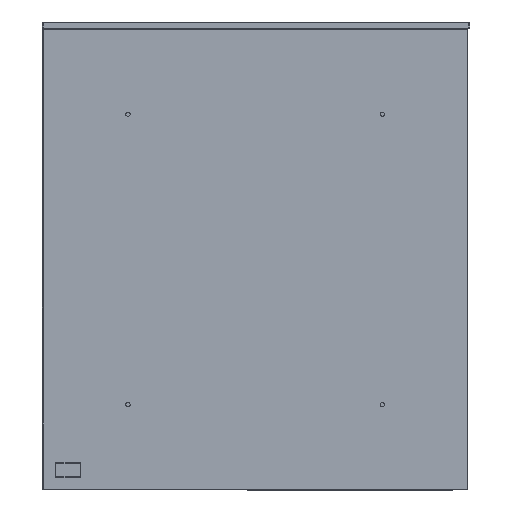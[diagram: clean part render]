
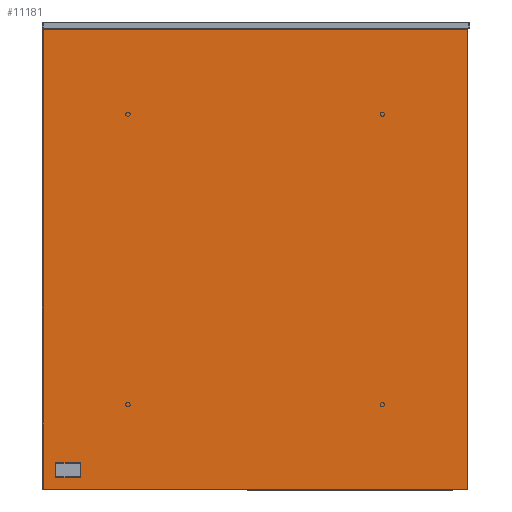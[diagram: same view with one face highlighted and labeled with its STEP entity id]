
A CAD part, left-side view. The second image highlights one B-rep face of the part: STEP entity #11181.
In plain terms, the highlighted planar face has unit normal (-1, 0, 0).
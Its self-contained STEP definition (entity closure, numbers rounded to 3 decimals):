
#10919=CARTESIAN_POINT('',(-1420.943,3185.176,1.131));
#10920=VERTEX_POINT('',#10919);
#10921=CARTESIAN_POINT('',(-1420.943,3185.176,538.869));
#10922=VERTEX_POINT('',#10921);
#10923=CARTESIAN_POINT('',(-1420.943,3185.176,1.131));
#10924=DIRECTION('',(0.0,0.0,1.0));
#10925=VECTOR('',#10924,537.737);
#10926=LINE('',#10923,#10925);
#10927=EDGE_CURVE('',#10920,#10922,#10926,.T.);
#10950=CARTESIAN_POINT('',(-1420.943,3184.845,539.2));
#10951=VERTEX_POINT('',#10950);
#10952=CARTESIAN_POINT('',(-1420.943,3185.176,538.869));
#10953=DIRECTION('',(0.0,-0.707,0.707));
#10954=VECTOR('',#10953,0.469);
#10955=LINE('',#10952,#10954);
#10956=EDGE_CURVE('',#10922,#10951,#10955,.T.);
#10974=CARTESIAN_POINT('',(-1420.943,2689.107,539.2));
#10975=VERTEX_POINT('',#10974);
#10976=CARTESIAN_POINT('',(-1420.943,3184.845,539.2));
#10977=DIRECTION('',(0.0,-1.0,0.0));
#10978=VECTOR('',#10977,495.737);
#10979=LINE('',#10976,#10978);
#10980=EDGE_CURVE('',#10951,#10975,#10979,.T.);
#11007=CARTESIAN_POINT('',(-1420.943,2688.776,538.869));
#11008=VERTEX_POINT('',#11007);
#11009=CARTESIAN_POINT('',(-1420.943,2689.107,539.2));
#11010=DIRECTION('',(0.0,-0.707,-0.707));
#11011=VECTOR('',#11010,0.469);
#11012=LINE('',#11009,#11011);
#11013=EDGE_CURVE('',#10975,#11008,#11012,.T.);
#11038=CARTESIAN_POINT('',(-1420.943,2688.776,1.131));
#11039=VERTEX_POINT('',#11038);
#11040=CARTESIAN_POINT('',(-1420.943,2688.776,538.869));
#11041=DIRECTION('',(0.0,0.0,-1.0));
#11042=VECTOR('',#11041,537.737);
#11043=LINE('',#11040,#11042);
#11044=EDGE_CURVE('',#11008,#11039,#11043,.T.);
#11069=CARTESIAN_POINT('',(-1420.943,2689.107,0.8));
#11070=VERTEX_POINT('',#11069);
#11071=CARTESIAN_POINT('',(-1420.943,2688.776,1.131));
#11072=DIRECTION('',(0.0,0.707,-0.707));
#11073=VECTOR('',#11072,0.469);
#11074=LINE('',#11071,#11073);
#11075=EDGE_CURVE('',#11039,#11070,#11074,.T.);
#11098=CARTESIAN_POINT('',(-1420.943,3184.845,0.8));
#11099=VERTEX_POINT('',#11098);
#11100=CARTESIAN_POINT('',(-1420.943,2689.107,0.8));
#11101=DIRECTION('',(0.0,1.0,0.0));
#11102=VECTOR('',#11101,495.737);
#11103=LINE('',#11100,#11102);
#11104=EDGE_CURVE('',#11070,#11099,#11103,.T.);
#11122=CARTESIAN_POINT('',(-1420.943,3184.845,0.8));
#11123=DIRECTION('',(0.0,0.707,0.707));
#11124=VECTOR('',#11123,0.469);
#11125=LINE('',#11122,#11124);
#11126=EDGE_CURVE('',#11099,#10920,#11125,.T.);
#11166=CARTESIAN_POINT('',(-1420.943,2936.976,0.799));
#11167=DIRECTION('',(-1.0,0.0,0.0));
#11168=DIRECTION('',(0.0,0.0,1.0));
#11169=AXIS2_PLACEMENT_3D('',#11166,#11167,#11168);
#11170=PLANE('',#11169);
#11171=ORIENTED_EDGE('',*,*,#10927,.F.);
#11172=ORIENTED_EDGE('',*,*,#11126,.F.);
#11173=ORIENTED_EDGE('',*,*,#11104,.F.);
#11174=ORIENTED_EDGE('',*,*,#11075,.F.);
#11175=ORIENTED_EDGE('',*,*,#11044,.F.);
#11176=ORIENTED_EDGE('',*,*,#11013,.F.);
#11177=ORIENTED_EDGE('',*,*,#10980,.F.);
#11178=ORIENTED_EDGE('',*,*,#10956,.F.);
#11179=EDGE_LOOP('',(#11171,#11172,#11173,#11174,#11175,#11176,#11177,#11178));
#11180=FACE_OUTER_BOUND('',#11179,.T.);
#11181=ADVANCED_FACE('',(#11180),#11170,.T.);
